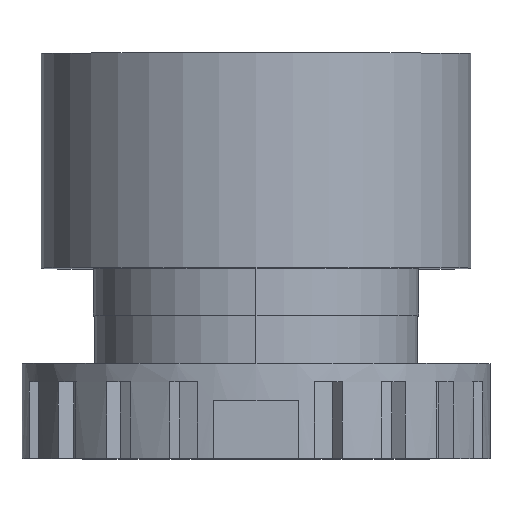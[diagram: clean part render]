
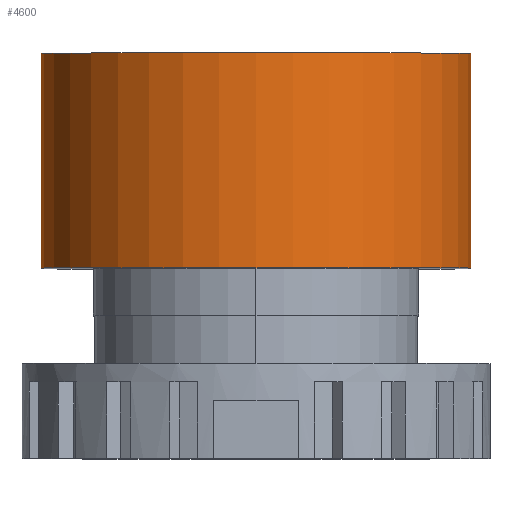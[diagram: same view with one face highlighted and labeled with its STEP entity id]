
A CAD part, top view. The second image highlights one B-rep face of the part: STEP entity #4600.
In plain terms, the highlighted cylindrical face has radius 14 mm (diameter 28 mm), a partial arc.
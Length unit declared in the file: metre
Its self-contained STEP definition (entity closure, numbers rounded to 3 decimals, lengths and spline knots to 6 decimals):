
#4065=CARTESIAN_POINT('',(-0.002684,0.014574,0.015));
#4066=DIRECTION('',(0.,1.,0.));
#4067=DIRECTION('',(0.,0.,1.));
#4068=AXIS2_PLACEMENT_3D('',#4065,#4066,#4067);
#4070=CARTESIAN_POINT('',(-0.002684,0.014574,0.015));
#4071=DIRECTION('',(0.,1.,0.));
#4072=DIRECTION('',(-1.,0.,0.));
#4073=AXIS2_PLACEMENT_3D('',#4070,#4071,#4072);
#4137=CARTESIAN_POINT('',(-0.002684,0.000574,0.015));
#4138=DIRECTION('',(0.,-1.,0.));
#4139=DIRECTION('',(0.,0.,1.));
#4140=AXIS2_PLACEMENT_3D('',#4137,#4138,#4139);
#4142=CARTESIAN_POINT('',(-0.002684,0.000574,0.015));
#4143=DIRECTION('',(0.,-1.,0.));
#4144=DIRECTION('',(1.,0.,0.));
#4145=AXIS2_PLACEMENT_3D('',#4142,#4143,#4144);
#4166=DIRECTION('',(0.,-1.,0.));
#4167=VECTOR('',#4166,0.014);
#4168=CARTESIAN_POINT('',(-0.016684,0.014574,0.015));
#4169=LINE('',#4168,#4167);
#4170=DIRECTION('',(0.,1.,0.));
#4171=VECTOR('',#4170,0.014);
#4172=CARTESIAN_POINT('',(0.011316,0.000574,0.015));
#4173=LINE('',#4172,#4171);
#4388=CARTESIAN_POINT('',(-0.016684,0.014574,0.015));
#4389=VERTEX_POINT('',#4388);
#4390=CARTESIAN_POINT('',(0.011316,0.000574,0.015));
#4391=VERTEX_POINT('',#4390);
#4392=CARTESIAN_POINT('',(-0.002684,0.014574,0.029));
#4393=CARTESIAN_POINT('',(0.011316,0.014574,0.015));
#4394=VERTEX_POINT('',#4392);
#4395=VERTEX_POINT('',#4393);
#4396=CARTESIAN_POINT('',(-0.016684,0.000574,0.015));
#4397=VERTEX_POINT('',#4396);
#4398=CARTESIAN_POINT('',(-0.002684,0.000574,0.029));
#4399=VERTEX_POINT('',#4398);
#4586=CARTESIAN_POINT('',(-0.002684,0.014574,0.015));
#4587=DIRECTION('',(0.,-1.,0.));
#4588=DIRECTION('',(0.,0.,-1.));
#4589=AXIS2_PLACEMENT_3D('',#4586,#4587,#4588);
#4590=CYLINDRICAL_SURFACE('',#4589,0.014);
#4591=ORIENTED_EDGE('',*,*,#4543,.T.);
#4592=ORIENTED_EDGE('',*,*,#4574,.F.);
#4593=ORIENTED_EDGE('',*,*,#4476,.T.);
#4594=ORIENTED_EDGE('',*,*,#4474,.T.);
#4596=ORIENTED_EDGE('',*,*,#4595,.F.);
#4597=ORIENTED_EDGE('',*,*,#4545,.T.);
#4598=EDGE_LOOP('',(#4591,#4592,#4593,#4594,#4596,#4597));
#4599=FACE_OUTER_BOUND('',#4598,.F.);
#4069=CIRCLE('',#4068,0.014);
#4074=CIRCLE('',#4073,0.014);
#4141=CIRCLE('',#4140,0.014);
#4146=CIRCLE('',#4145,0.014);
#4474=EDGE_CURVE('',#4394,#4395,#4069,.T.);
#4476=EDGE_CURVE('',#4389,#4394,#4074,.T.);
#4543=EDGE_CURVE('',#4399,#4397,#4141,.T.);
#4545=EDGE_CURVE('',#4391,#4399,#4146,.T.);
#4574=EDGE_CURVE('',#4389,#4397,#4169,.T.);
#4595=EDGE_CURVE('',#4391,#4395,#4173,.T.);
#4600=ADVANCED_FACE('',(#4599),#4590,.T.);
